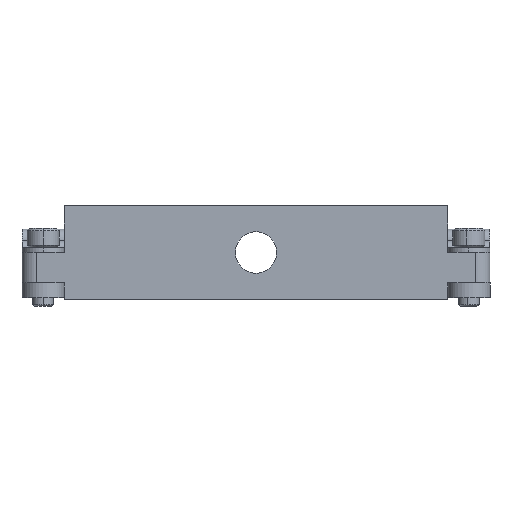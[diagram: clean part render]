
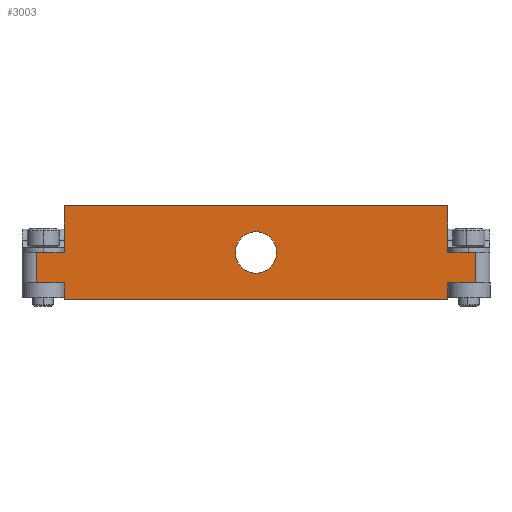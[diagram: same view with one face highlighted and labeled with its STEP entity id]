
A CAD part, front view. The second image highlights one B-rep face of the part: STEP entity #3003.
In plain terms, the highlighted planar face has unit normal (0, -1, 0).
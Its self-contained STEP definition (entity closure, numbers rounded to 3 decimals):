
#2464=CARTESIAN_POINT('',(0.,-4.826,0.));
#2465=DIRECTION('',(0.,-1.,0.));
#2466=DIRECTION('',(-1.,0.,0.));
#2467=AXIS2_PLACEMENT_3D('',#2464,#2465,#2466);
#2469=CARTESIAN_POINT('',(0.,-4.826,0.));
#2470=DIRECTION('',(0.,-1.,0.));
#2471=DIRECTION('',(1.,0.,0.));
#2472=AXIS2_PLACEMENT_3D('',#2469,#2470,#2471);
#2474=DIRECTION('',(1.,0.,0.));
#2475=VECTOR('',#2474,2.972);
#2476=CARTESIAN_POINT('',(20.828,-4.826,-3.302));
#2477=LINE('',#2476,#2475);
#2478=DIRECTION('',(0.,0.,1.));
#2479=VECTOR('',#2478,1.778);
#2480=CARTESIAN_POINT('',(20.828,-4.826,-5.08));
#2481=LINE('',#2480,#2479);
#2482=DIRECTION('',(-1.,0.,0.));
#2483=VECTOR('',#2482,2.972);
#2484=CARTESIAN_POINT('',(-20.828,-4.826,0.));
#2485=LINE('',#2484,#2483);
#2486=DIRECTION('',(0.,0.,-1.));
#2487=VECTOR('',#2486,5.08);
#2488=CARTESIAN_POINT('',(-20.828,-4.826,5.08));
#2489=LINE('',#2488,#2487);
#2490=DIRECTION('',(-1.,0.,0.));
#2491=VECTOR('',#2490,41.656);
#2492=CARTESIAN_POINT('',(20.828,-4.826,5.08));
#2493=LINE('',#2492,#2491);
#2649=DIRECTION('',(0.,0.,1.));
#2650=VECTOR('',#2649,3.302);
#2651=CARTESIAN_POINT('',(-23.8,-4.826,-3.302));
#2652=LINE('',#2651,#2650);
#2666=DIRECTION('',(-1.,0.,0.));
#2667=VECTOR('',#2666,2.972);
#2668=CARTESIAN_POINT('',(-20.828,-4.826,-3.302));
#2669=LINE('',#2668,#2667);
#2692=DIRECTION('',(0.,0.,1.));
#2693=VECTOR('',#2692,1.778);
#2694=CARTESIAN_POINT('',(-20.828,-4.826,-5.08));
#2695=LINE('',#2694,#2693);
#2696=DIRECTION('',(-1.,0.,0.));
#2697=VECTOR('',#2696,41.656);
#2698=CARTESIAN_POINT('',(20.828,-4.826,-5.08));
#2699=LINE('',#2698,#2697);
#2776=DIRECTION('',(1.,0.,0.));
#2777=VECTOR('',#2776,2.972);
#2778=CARTESIAN_POINT('',(20.828,-4.826,0.));
#2779=LINE('',#2778,#2777);
#2806=DIRECTION('',(0.,0.,-1.));
#2807=VECTOR('',#2806,3.302);
#2808=CARTESIAN_POINT('',(23.8,-4.826,0.));
#2809=LINE('',#2808,#2807);
#2818=DIRECTION('',(0.,0.,-1.));
#2819=VECTOR('',#2818,5.08);
#2820=CARTESIAN_POINT('',(20.828,-4.826,5.08));
#2821=LINE('',#2820,#2819);
#2862=CARTESIAN_POINT('',(20.828,-4.826,-5.08));
#2863=CARTESIAN_POINT('',(20.828,-4.826,-3.302));
#2864=VERTEX_POINT('',#2862);
#2865=VERTEX_POINT('',#2863);
#2871=CARTESIAN_POINT('',(-20.828,-4.826,-3.302));
#2873=VERTEX_POINT('',#2871);
#2878=CARTESIAN_POINT('',(-20.828,-4.826,-5.08));
#2879=VERTEX_POINT('',#2878);
#2880=CARTESIAN_POINT('',(-23.8,-4.826,-3.302));
#2881=VERTEX_POINT('',#2880);
#2882=CARTESIAN_POINT('',(20.828,-4.826,0.));
#2883=CARTESIAN_POINT('',(23.8,-4.826,0.));
#2884=VERTEX_POINT('',#2882);
#2885=VERTEX_POINT('',#2883);
#2906=CARTESIAN_POINT('',(-23.8,-4.826,0.));
#2907=VERTEX_POINT('',#2906);
#2908=CARTESIAN_POINT('',(23.8,-4.826,-3.302));
#2909=VERTEX_POINT('',#2908);
#2916=CARTESIAN_POINT('',(-20.828,-4.826,5.08));
#2917=CARTESIAN_POINT('',(-20.828,-4.826,0.));
#2918=VERTEX_POINT('',#2916);
#2919=VERTEX_POINT('',#2917);
#2922=CARTESIAN_POINT('',(20.828,-4.826,5.08));
#2923=VERTEX_POINT('',#2922);
#2938=CARTESIAN_POINT('',(-2.25,-4.826,0.));
#2939=CARTESIAN_POINT('',(2.25,-4.826,0.));
#2940=VERTEX_POINT('',#2938);
#2941=VERTEX_POINT('',#2939);
#2966=CARTESIAN_POINT('',(-23.8,-4.826,5.08));
#2967=DIRECTION('',(0.,1.,0.));
#2968=DIRECTION('',(-1.,0.,0.));
#2969=AXIS2_PLACEMENT_3D('',#2966,#2967,#2968);
#2970=PLANE('',#2969);
#2972=ORIENTED_EDGE('',*,*,#2971,.T.);
#2974=ORIENTED_EDGE('',*,*,#2973,.T.);
#2976=ORIENTED_EDGE('',*,*,#2975,.T.);
#2978=ORIENTED_EDGE('',*,*,#2977,.F.);
#2980=ORIENTED_EDGE('',*,*,#2979,.F.);
#2982=ORIENTED_EDGE('',*,*,#2981,.T.);
#2984=ORIENTED_EDGE('',*,*,#2983,.T.);
#2986=ORIENTED_EDGE('',*,*,#2985,.T.);
#2988=ORIENTED_EDGE('',*,*,#2987,.T.);
#2990=ORIENTED_EDGE('',*,*,#2989,.F.);
#2992=ORIENTED_EDGE('',*,*,#2991,.F.);
#2994=ORIENTED_EDGE('',*,*,#2993,.F.);
#2995=EDGE_LOOP('',(#2972,#2974,#2976,#2978,#2980,#2982,#2984,#2986,#2988,#2990,
#2992,#2994));
#2996=FACE_OUTER_BOUND('',#2995,.F.);
#2998=ORIENTED_EDGE('',*,*,#2997,.T.);
#3000=ORIENTED_EDGE('',*,*,#2999,.T.);
#3001=EDGE_LOOP('',(#2998,#3000));
#3002=FACE_BOUND('',#3001,.F.);
#3003=ADVANCED_FACE('',(#2996,#3002),#2970,.F.);
#2468=CIRCLE('',#2467,2.25);
#2473=CIRCLE('',#2472,2.25);
#2971=EDGE_CURVE('',#2923,#2884,#2821,.T.);
#2973=EDGE_CURVE('',#2884,#2885,#2779,.T.);
#2975=EDGE_CURVE('',#2885,#2909,#2809,.T.);
#2977=EDGE_CURVE('',#2865,#2909,#2477,.T.);
#2979=EDGE_CURVE('',#2864,#2865,#2481,.T.);
#2981=EDGE_CURVE('',#2864,#2879,#2699,.T.);
#2983=EDGE_CURVE('',#2879,#2873,#2695,.T.);
#2985=EDGE_CURVE('',#2873,#2881,#2669,.T.);
#2987=EDGE_CURVE('',#2881,#2907,#2652,.T.);
#2989=EDGE_CURVE('',#2919,#2907,#2485,.T.);
#2991=EDGE_CURVE('',#2918,#2919,#2489,.T.);
#2993=EDGE_CURVE('',#2923,#2918,#2493,.T.);
#2997=EDGE_CURVE('',#2940,#2941,#2468,.T.);
#2999=EDGE_CURVE('',#2941,#2940,#2473,.T.);
